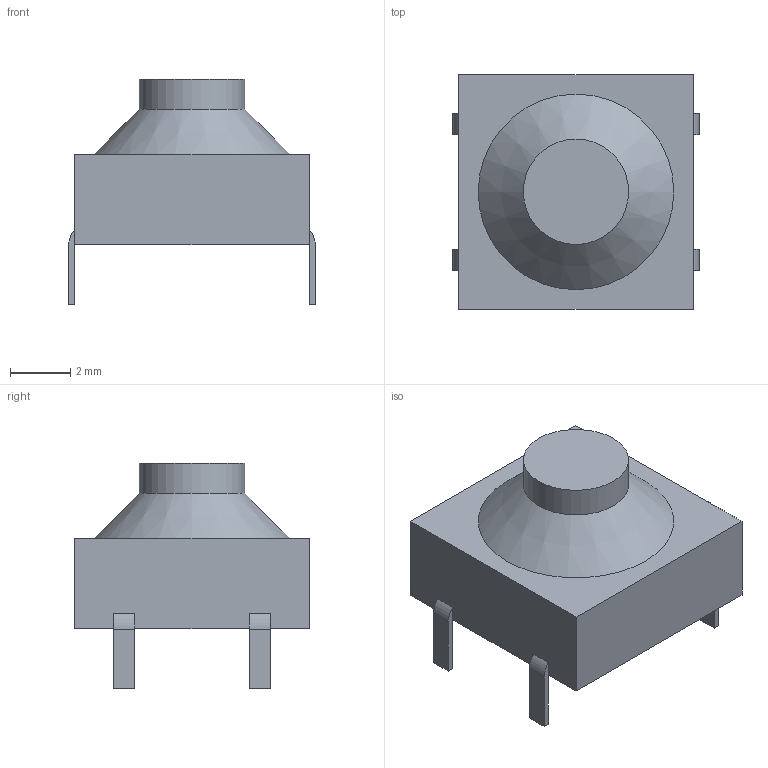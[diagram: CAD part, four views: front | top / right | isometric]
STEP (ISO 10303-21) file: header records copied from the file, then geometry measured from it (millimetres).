
FILE_DESCRIPTION(('STEP AP214'), '1');
FILE_NAME('silent button', '', ('UNSPECIFIED'), ('UNSPECIFIED'), 'ASCON STEP Converter 1.3', 'ASCON Math Kernel', '');
FILE_SCHEMA(('AUTOMOTIVE_DESIGN { 1 0 10303 214 3 1 1}'));
Length unit declared in the file: millimetre
Products named in the file (1): silent button v1
Bounding box: 8.2 x 7.8 x 7.5 mm (x, y, z)
Volume: 223.8 mm3; surface area: 251.7 mm2
Topology: 1 solids, 1 shells, 33 faces, 81 edges, 51 vertices
Faces by surface type: plane 27, cylinder 5, cone 1
Full cylindrical faces by diameter (mm): 3.5 x1
Entity records: 1247 total; most frequent: CARTESIAN_POINT 164, DIRECTION 158, ORIENTED_EDGE 158, EDGE_CURVE 79, LINE 68, VECTOR 68, VERTEX_POINT 51, AXIS2_PLACEMENT_3D 45
